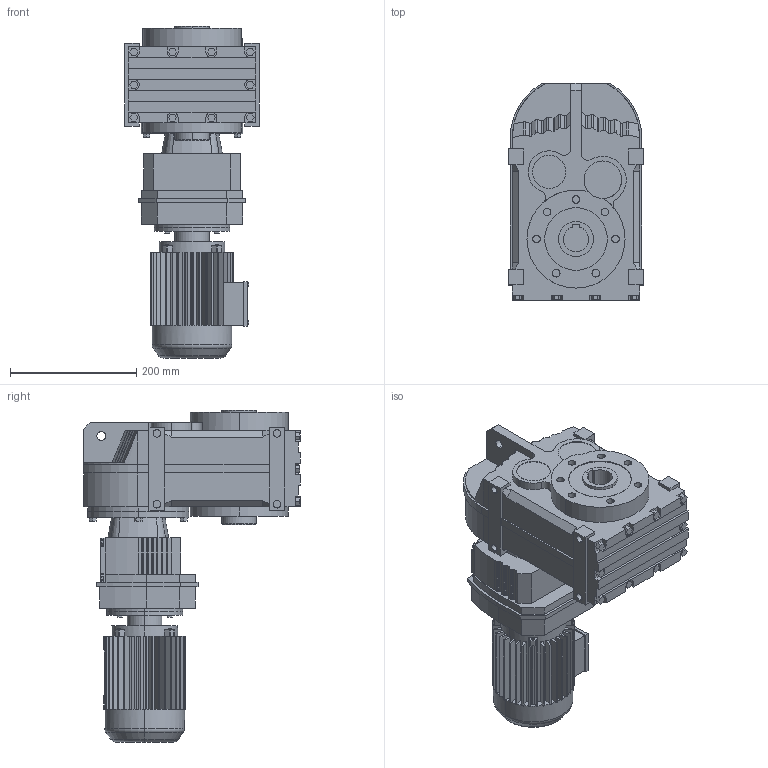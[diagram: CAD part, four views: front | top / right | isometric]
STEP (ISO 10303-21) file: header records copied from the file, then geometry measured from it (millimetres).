
FILE_DESCRIPTION(('Open CASCADE Model'),'2;1');
FILE_NAME('Open CASCADE Shape Model','2019-08-22T18:52:56',('Author'),( 'Open CASCADE'),'Open CASCADE STEP processor 6.3','Open CASCADE 6.3' ,'Unknown');
FILE_SCHEMA(('AUTOMOTIVE_DESIGN_CC2 { 1 2 10303 214 -1 1 5 4 }'));
Length unit declared in the file: millimetre
Products named in the file (5): 1_FA67R37-Y63M; FA27‵157_67.step; 萇儂_120_Y63M.step; R_67_37.step; す瑩諾陑粣F_67.step
Assembly tree (4 placements, depth 2):
  1_FA67R37-Y63M
    FA27‵157_67.step
    萇儂_120_Y63M.step
    R_67_37.step
    す瑩諾陑粣F_67.step
Bounding box: 212 x 343 x 525 mm (x, y, z)
Volume: 13410231.5 mm3; surface area: 780185.7 mm2
Topology: 4 solids, 4 shells, 1021 faces, 2713 edges, 1774 vertices
Faces by surface type: plane 753, cylinder 238, bspline 16, cone 10, torus 4
Entity records: 68402 total; most frequent: CARTESIAN_POINT 15934, DIRECTION 9250, LINE 5471, VECTOR 5471, ORIENTED_EDGE 5426, PCURVE 5426, DEFINITIONAL_REPRESENTATION 5426, EDGE_CURVE 2713
